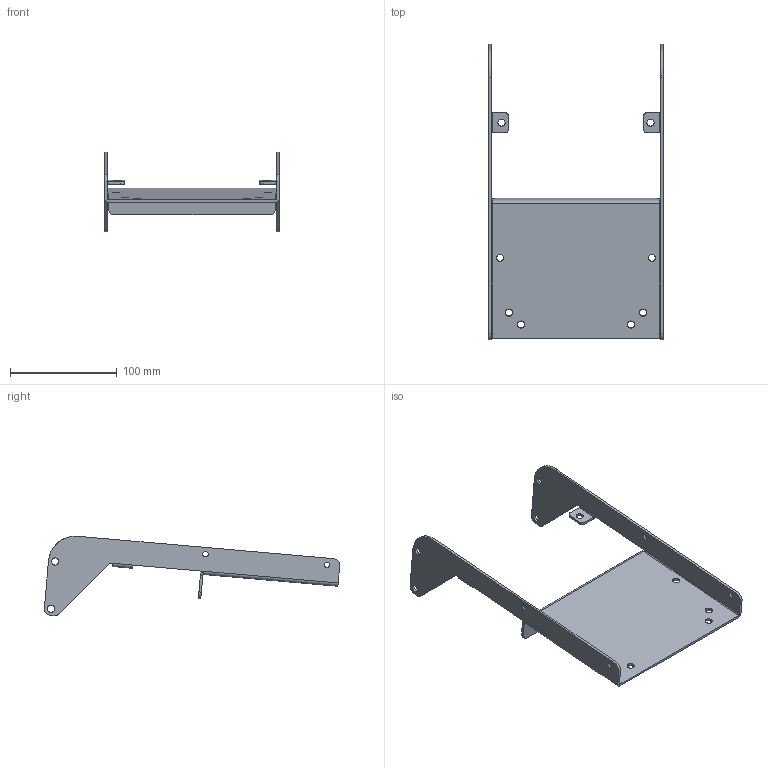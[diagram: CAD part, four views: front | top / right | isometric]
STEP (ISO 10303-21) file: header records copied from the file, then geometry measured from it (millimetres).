
FILE_DESCRIPTION (( 'STEP AP214' ), '1' );
FILE_NAME ('am-5720 Upper Ramp Small Bracket.STEP', '2025-04-21T14:21:34', ( '' ), ( '' ), 'SwSTEP 2.0', 'SolidWorks 2024', '' );
FILE_SCHEMA (( 'AUTOMOTIVE_DESIGN' ));
Length unit declared in the file: inch
Products named in the file (1): am-5720 Upper Ramp Small Bracket
Bounding box: 163.32 x 276.81 x 74.66 mm (x, y, z)
Volume: 92294.5 mm3; surface area: 84879.9 mm2
Topology: 1 solids, 1 shells, 100 faces, 262 edges, 164 vertices
Faces by surface type: cylinder 60, plane 40
Entity records: 3181 total; most frequent: DIRECTION 584, CARTESIAN_POINT 527, ORIENTED_EDGE 524, EDGE_CURVE 262, AXIS2_PLACEMENT_3D 221, VERTEX_POINT 164, LINE 142, VECTOR 142
